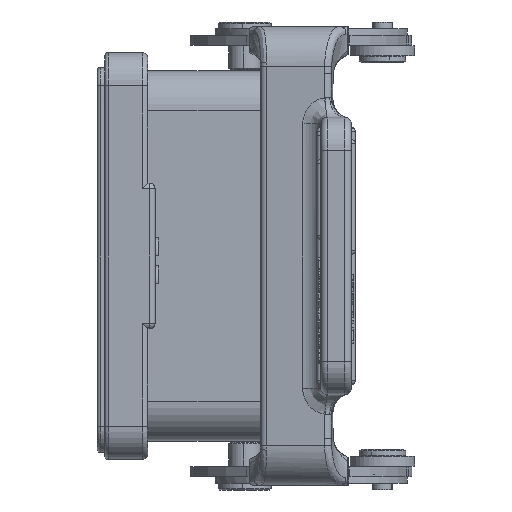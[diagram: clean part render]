
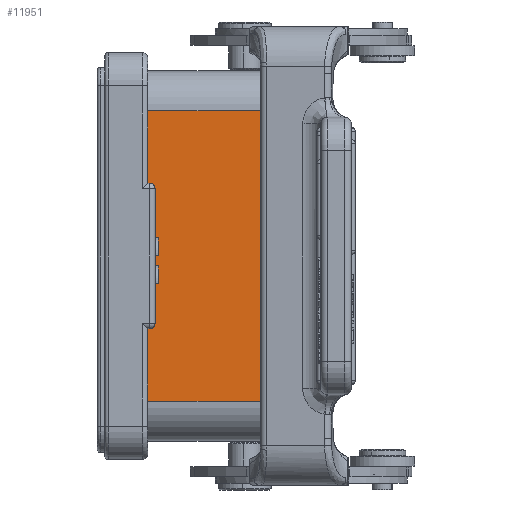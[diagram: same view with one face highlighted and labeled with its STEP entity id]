
A CAD part, left-side view. The second image highlights one B-rep face of the part: STEP entity #11951.
In plain terms, the highlighted planar face has unit normal (-1, 0, 0).
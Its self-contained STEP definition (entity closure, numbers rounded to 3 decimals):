
#10975=CIRCLE('',#37814,0.8);
#10976=CIRCLE('',#37815,0.8);
#11951=ADVANCED_FACE('',(#14294),#13431,.T.);
#13431=PLANE('',#37816);
#14294=FACE_OUTER_BOUND('',#15888,.T.);
#15888=EDGE_LOOP('',(#18706,#18707,#18708,#18709,#18710,#18711,#18712,#18713,
#18714,#18715));
#18706=ORIENTED_EDGE('',*,*,#29476,.T.);
#18707=ORIENTED_EDGE('',*,*,#29477,.F.);
#18708=ORIENTED_EDGE('',*,*,#29478,.F.);
#18709=ORIENTED_EDGE('',*,*,#29007,.F.);
#18710=ORIENTED_EDGE('',*,*,#29459,.F.);
#18711=ORIENTED_EDGE('',*,*,#29470,.F.);
#18712=ORIENTED_EDGE('',*,*,#29479,.F.);
#18713=ORIENTED_EDGE('',*,*,#29472,.F.);
#18714=ORIENTED_EDGE('',*,*,#29480,.T.);
#18715=ORIENTED_EDGE('',*,*,#29481,.T.);
#26129=VERTEX_POINT('',#47284);
#26131=VERTEX_POINT('',#47287);
#26408=VERTEX_POINT('',#48590);
#26414=VERTEX_POINT('',#48614);
#26415=VERTEX_POINT('',#48618);
#26416=VERTEX_POINT('',#48619);
#26419=VERTEX_POINT('',#48627);
#26420=VERTEX_POINT('',#48628);
#26421=VERTEX_POINT('',#48630);
#26422=VERTEX_POINT('',#48634);
#29007=EDGE_CURVE('',#26129,#26131,#33225,.T.);
#29459=EDGE_CURVE('',#26408,#26129,#33474,.T.);
#29470=EDGE_CURVE('',#26414,#26408,#33480,.T.);
#29472=EDGE_CURVE('',#26415,#26416,#33481,.T.);
#29476=EDGE_CURVE('',#26419,#26420,#10975,.T.);
#29477=EDGE_CURVE('',#26421,#26420,#33485,.T.);
#29478=EDGE_CURVE('',#26131,#26421,#33486,.T.);
#29479=EDGE_CURVE('',#26416,#26414,#33487,.T.);
#29480=EDGE_CURVE('',#26415,#26422,#10976,.T.);
#29481=EDGE_CURVE('',#26422,#26419,#33488,.T.);
#33225=LINE('',#47286,#35314);
#33474=LINE('',#48591,#35563);
#33480=LINE('',#48613,#35569);
#33481=LINE('',#48617,#35570);
#33485=LINE('',#48629,#35574);
#33486=LINE('',#48631,#35575);
#33487=LINE('',#48632,#35576);
#33488=LINE('',#48635,#35577);
#35314=VECTOR('',#40202,1.);
#35563=VECTOR('',#41163,1.);
#35569=VECTOR('',#41191,1.);
#35570=VECTOR('',#41196,1.);
#35574=VECTOR('',#41204,1.);
#35575=VECTOR('',#41205,1.);
#35576=VECTOR('',#41206,1.);
#35577=VECTOR('',#41209,1.);
#37814=AXIS2_PLACEMENT_3D('',#48626,#41202,#41203);
#37815=AXIS2_PLACEMENT_3D('',#48633,#41207,#41208);
#37816=AXIS2_PLACEMENT_3D('',#48636,#41210,#41211);
#40202=DIRECTION('',(0.,1.,0.));
#41163=DIRECTION('',(0.,0.,-1.));
#41191=DIRECTION('',(0.,-1.,0.));
#41196=DIRECTION('',(0.,1.,0.));
#41202=DIRECTION('',(1.,0.,0.));
#41203=DIRECTION('',(0.,-1.,0.));
#41204=DIRECTION('',(0.,-1.,0.));
#41205=DIRECTION('',(0.,0.,1.));
#41206=DIRECTION('',(0.,0.,1.));
#41207=DIRECTION('',(1.,0.,0.));
#41208=DIRECTION('',(0.,0.,1.));
#41209=DIRECTION('',(0.,0.,-1.));
#41210=DIRECTION('',(-1.,0.,0.));
#41211=DIRECTION('',(0.,0.,1.));
#47284=CARTESIAN_POINT('',(10.,2.22,-52.75));
#47286=CARTESIAN_POINT('',(10.,2.22,-52.75));
#47287=CARTESIAN_POINT('',(10.,20.,-52.75));
#48590=CARTESIAN_POINT('',(10.,2.22,-8.75));
#48591=CARTESIAN_POINT('',(10.,2.22,-8.75));
#48613=CARTESIAN_POINT('',(10.,20.,-8.75));
#48614=CARTESIAN_POINT('',(10.,20.,-8.75));
#48617=CARTESIAN_POINT('',(10.,19.7,-19.75));
#48618=CARTESIAN_POINT('',(10.,19.7,-19.75));
#48619=CARTESIAN_POINT('',(10.,20.,-19.75));
#48626=CARTESIAN_POINT('',(10.,19.7,-40.95));
#48627=CARTESIAN_POINT('',(10.,18.9,-40.95));
#48628=CARTESIAN_POINT('',(10.,19.7,-41.75));
#48629=CARTESIAN_POINT('',(10.,20.,-41.75));
#48630=CARTESIAN_POINT('',(10.,20.,-41.75));
#48631=CARTESIAN_POINT('',(10.,20.,-52.75));
#48632=CARTESIAN_POINT('',(10.,20.,-19.75));
#48633=CARTESIAN_POINT('',(10.,19.7,-20.55));
#48634=CARTESIAN_POINT('',(10.,18.9,-20.55));
#48635=CARTESIAN_POINT('',(10.,18.9,-20.55));
#48636=CARTESIAN_POINT('',(10.,20.,-2.75));
